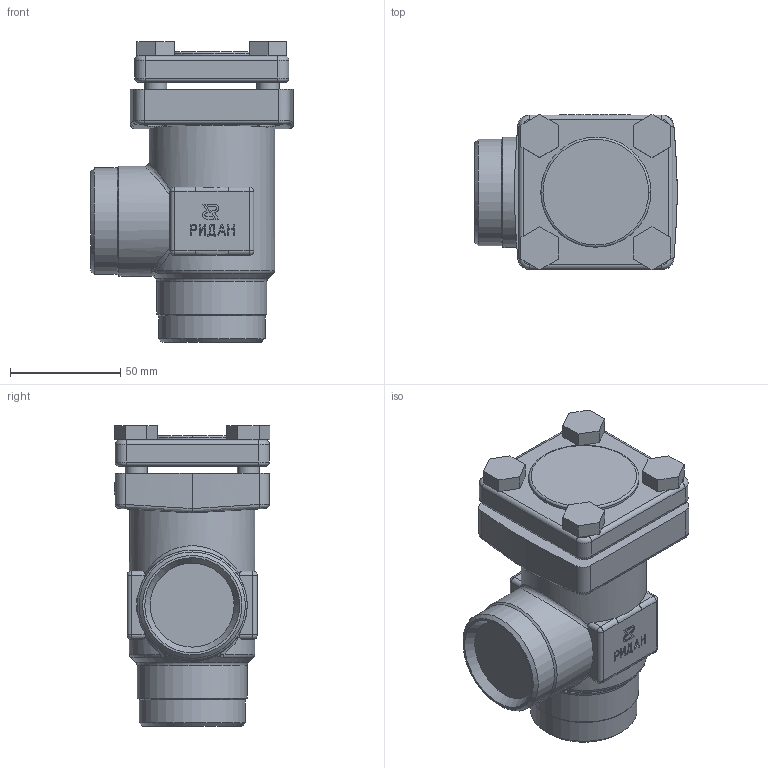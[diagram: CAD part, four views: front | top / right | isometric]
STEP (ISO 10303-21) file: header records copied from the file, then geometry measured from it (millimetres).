
FILE_DESCRIPTION(('TFLEX Exchange Step'),'2;1');
FILE_NAME('148B6040R.stp', '2024-04-25T13:53:21+03:00',('RUCO3378'),('Unknown organisation'),'TFLEX Exchange 2024.2','T-FLEX CAD','Unknown authorisation');
FILE_SCHEMA( ('AP203_CONFIGURATION_CONTROLLED_3D_DESIGN_OF_MECHANICAL_PARTS_AND_ASSEMBLIES_MIM_LF') );
Length unit declared in the file: millimetre
Products named in the file (1): Body_Ang_40
Bounding box: 92 x 70.82 x 136.5 mm (x, y, z)
Volume: 271414.1 mm3; surface area: 76039.6 mm2
Topology: 15 solids, 18 shells, 638 faces, 1685 edges, 1096 vertices
Faces by surface type: plane 301, bspline 238, cylinder 70, torus 13, cone 8, sphere 8
Full cylindrical faces by diameter (mm): 10 x8, 38.1 x2, 48.3 x2, 50 x3, 57 x1
Entity records: 24404 total; most frequent: CARTESIAN_POINT 10046, ORIENTED_EDGE 3351, DIRECTION 2205, EDGE_CURVE 1677, VERTEX_POINT 1097, VECTOR 985, LINE 985, EDGE_LOOP 699
